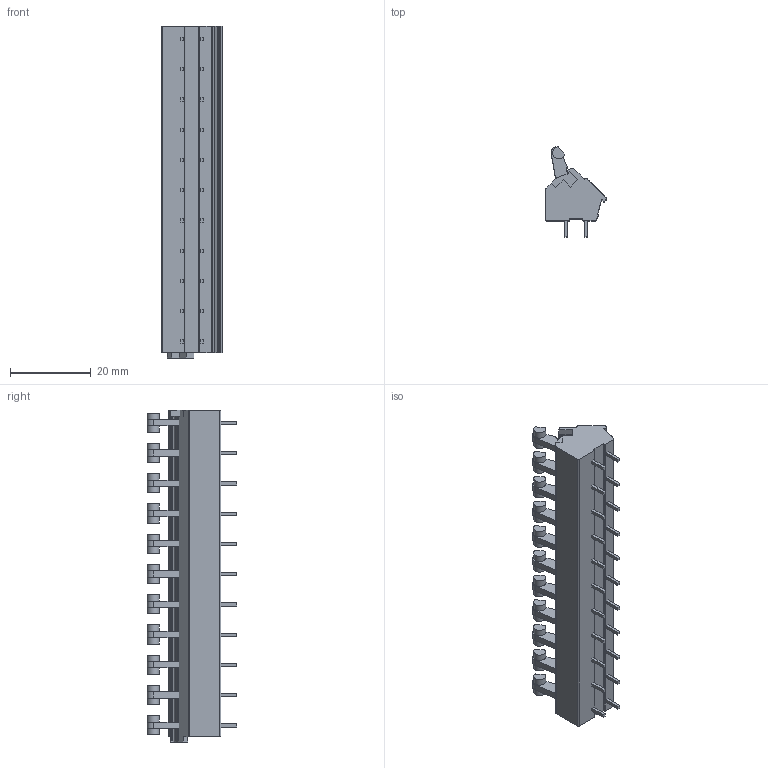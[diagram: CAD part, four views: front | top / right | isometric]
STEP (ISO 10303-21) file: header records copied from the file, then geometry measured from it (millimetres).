
FILE_DESCRIPTION((''),'2;1');
FILE_NAME('123','2024-10-15T10:31:57',('tluser'),(''),'CREO PARAMETRIC BY PTC INC, 2018100','CREO PARAMETRIC BY PTC INC, 2018100','');
FILE_SCHEMA(('CONFIG_CONTROL_DESIGN'));
Length unit declared in the file: millimetre
Products named in the file (1): 123
Bounding box: 15 x 22.27 x 82.3 mm (x, y, z)
Volume: 11167.1 mm3; surface area: 6155.7 mm2
Topology: 1 solids, 1 shells, 851 faces, 2129 edges, 1313 vertices
Faces by surface type: plane 385, cylinder 356, bspline 55, sphere 22, torus 22, cone 11
Entity records: 33574 total; most frequent: CARTESIAN_POINT 13454, ORIENTED_EDGE 4258, DIRECTION 4103, EDGE_CURVE 2129, AXIS2_PLACEMENT_3D 1376, VECTOR 1351, LINE 1351, VERTEX_POINT 1313
